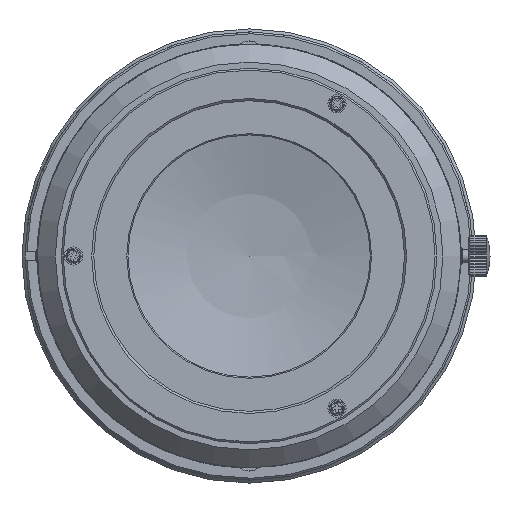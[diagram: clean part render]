
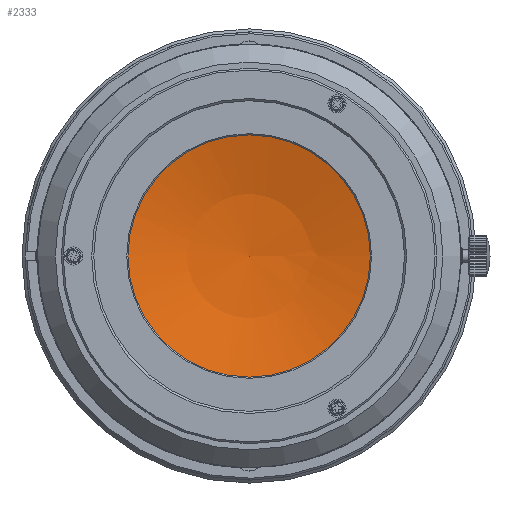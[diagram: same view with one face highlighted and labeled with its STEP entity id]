
A CAD part, left-side view. The second image highlights one B-rep face of the part: STEP entity #2333.
In plain terms, the highlighted spherical face has radius 71.737 mm.
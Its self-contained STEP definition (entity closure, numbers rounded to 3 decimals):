
#220=SPHERICAL_SURFACE('',#11817,71.737);
#713=CIRCLE('',#11815,20.23);
#1823=FACE_OUTER_BOUND('',#3883,.T.);
#2333=ADVANCED_FACE('',(#1823),#220,.F.);
#3883=EDGE_LOOP('',(#7097));
#7097=ORIENTED_EDGE('',*,*,#10106,.T.);
#8494=VERTEX_POINT('',#22063);
#10106=EDGE_CURVE('',#8494,#8494,#713,.T.);
#11815=AXIS2_PLACEMENT_3D('',#22062,#13778,#13779);
#11817=AXIS2_PLACEMENT_3D('',#22065,#13782,#13783);
#13778=DIRECTION('',(-1.,0.,0.));
#13779=DIRECTION('',(0.,0.,1.));
#13782=DIRECTION('',(1.,0.,0.));
#13783=DIRECTION('',(0.,-1.,0.));
#22062=CARTESIAN_POINT('',(-168.776,0.,0.));
#22063=CARTESIAN_POINT('',(-168.776,0.,20.23));
#22065=CARTESIAN_POINT('',(-237.602,0.,0.));
